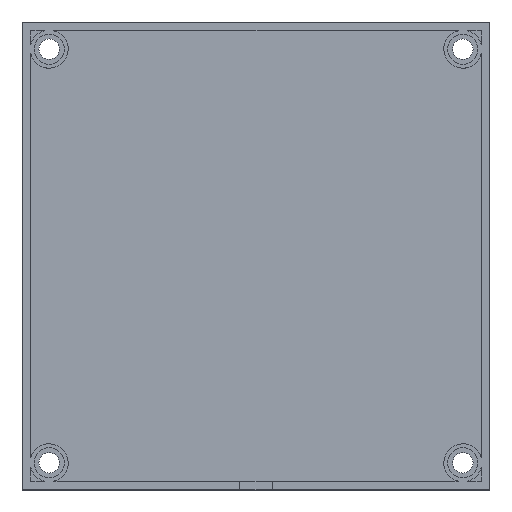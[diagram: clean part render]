
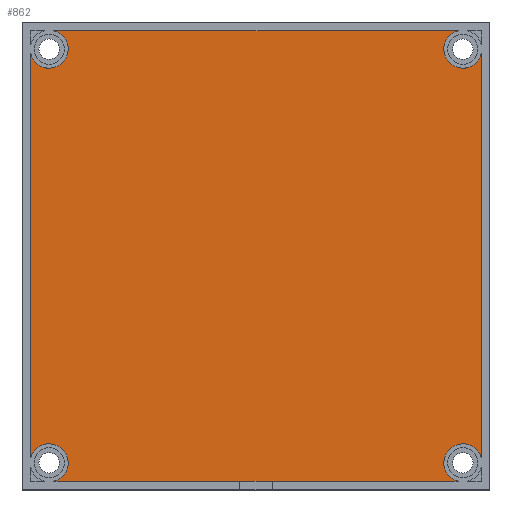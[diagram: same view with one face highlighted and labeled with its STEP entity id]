
A CAD part, top view. The second image highlights one B-rep face of the part: STEP entity #862.
In plain terms, the highlighted planar face has unit normal (0, 0, 1).
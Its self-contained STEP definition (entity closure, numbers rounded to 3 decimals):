
#67=CIRCLE('',#943,3.25);
#68=CIRCLE('',#944,3.25);
#69=CIRCLE('',#945,3.25);
#70=CIRCLE('',#946,3.25);
#100=FACE_OUTER_BOUND('',#162,.T.);
#162=EDGE_LOOP('',(#635,#636,#637,#638,#639,#640,#641,#642));
#254=LINE('',#1379,#334);
#255=LINE('',#1383,#335);
#256=LINE('',#1387,#336);
#257=LINE('',#1391,#337);
#334=VECTOR('',#1088,10.);
#335=VECTOR('',#1091,10.);
#336=VECTOR('',#1094,10.);
#337=VECTOR('',#1097,10.);
#421=VERTEX_POINT('',#1377);
#422=VERTEX_POINT('',#1378);
#423=VERTEX_POINT('',#1380);
#424=VERTEX_POINT('',#1382);
#425=VERTEX_POINT('',#1384);
#426=VERTEX_POINT('',#1386);
#427=VERTEX_POINT('',#1388);
#428=VERTEX_POINT('',#1390);
#506=EDGE_CURVE('',#421,#422,#254,.T.);
#507=EDGE_CURVE('',#423,#421,#67,.T.);
#508=EDGE_CURVE('',#424,#423,#255,.T.);
#509=EDGE_CURVE('',#425,#424,#68,.T.);
#510=EDGE_CURVE('',#426,#425,#256,.T.);
#511=EDGE_CURVE('',#427,#426,#69,.T.);
#512=EDGE_CURVE('',#428,#427,#257,.T.);
#513=EDGE_CURVE('',#422,#428,#70,.T.);
#635=ORIENTED_EDGE('',*,*,#506,.F.);
#636=ORIENTED_EDGE('',*,*,#507,.F.);
#637=ORIENTED_EDGE('',*,*,#508,.F.);
#638=ORIENTED_EDGE('',*,*,#509,.F.);
#639=ORIENTED_EDGE('',*,*,#510,.F.);
#640=ORIENTED_EDGE('',*,*,#511,.F.);
#641=ORIENTED_EDGE('',*,*,#512,.F.);
#642=ORIENTED_EDGE('',*,*,#513,.F.);
#828=PLANE('',#942);
#862=ADVANCED_FACE('',(#100),#828,.F.);
#942=AXIS2_PLACEMENT_3D('',#1376,#1086,#1087);
#943=AXIS2_PLACEMENT_3D('',#1381,#1089,#1090);
#944=AXIS2_PLACEMENT_3D('',#1385,#1092,#1093);
#945=AXIS2_PLACEMENT_3D('',#1389,#1095,#1096);
#946=AXIS2_PLACEMENT_3D('',#1392,#1098,#1099);
#1086=DIRECTION('center_axis',(0.,0.,-1.));
#1087=DIRECTION('ref_axis',(1.,0.,0.));
#1088=DIRECTION('',(-1.,0.,0.));
#1089=DIRECTION('center_axis',(0.,0.,1.));
#1090=DIRECTION('ref_axis',(-1.,0.,0.));
#1091=DIRECTION('',(0.,-1.,0.));
#1092=DIRECTION('center_axis',(0.,0.,1.));
#1093=DIRECTION('ref_axis',(-1.,0.,0.));
#1094=DIRECTION('',(1.,0.,0.));
#1095=DIRECTION('center_axis',(0.,0.,1.));
#1096=DIRECTION('ref_axis',(-1.,0.,0.));
#1097=DIRECTION('',(0.,1.,0.));
#1098=DIRECTION('center_axis',(0.,0.,1.));
#1099=DIRECTION('ref_axis',(-1.,0.,0.));
#1376=CARTESIAN_POINT('Origin',(0.,0.,2.9));
#1377=CARTESIAN_POINT('',(34.535,-38.5,2.9));
#1378=CARTESIAN_POINT('',(-34.535,-38.5,2.9));
#1379=CARTESIAN_POINT('',(-38.5,-38.5,2.9));
#1380=CARTESIAN_POINT('',(38.5,-34.535,2.9));
#1381=CARTESIAN_POINT('Origin',(35.355,-35.355,2.9));
#1382=CARTESIAN_POINT('',(38.5,34.535,2.9));
#1383=CARTESIAN_POINT('',(38.5,-38.5,2.9));
#1384=CARTESIAN_POINT('',(34.535,38.5,2.9));
#1385=CARTESIAN_POINT('Origin',(35.355,35.355,2.9));
#1386=CARTESIAN_POINT('',(-34.535,38.5,2.9));
#1387=CARTESIAN_POINT('',(38.5,38.5,2.9));
#1388=CARTESIAN_POINT('',(-38.5,34.535,2.9));
#1389=CARTESIAN_POINT('Origin',(-35.355,35.355,2.9));
#1390=CARTESIAN_POINT('',(-38.5,-34.535,2.9));
#1391=CARTESIAN_POINT('',(-38.5,38.5,2.9));
#1392=CARTESIAN_POINT('Origin',(-35.355,-35.355,2.9));
